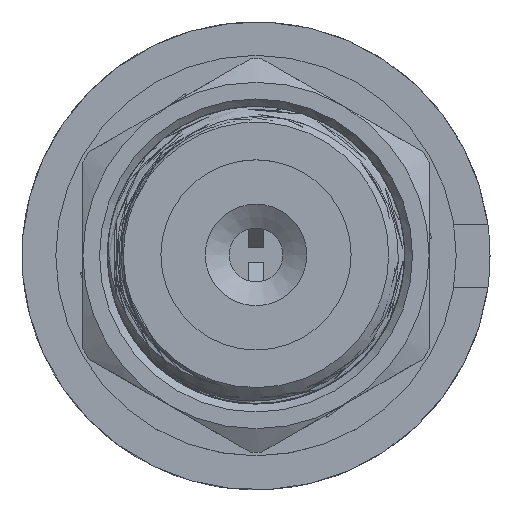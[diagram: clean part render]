
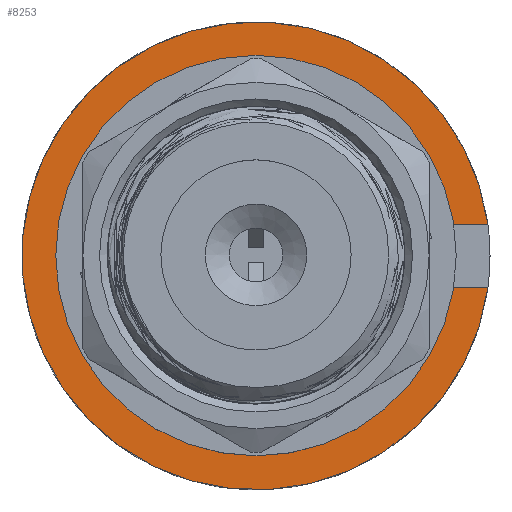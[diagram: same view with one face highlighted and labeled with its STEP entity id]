
A CAD part, top view. The second image highlights one B-rep face of the part: STEP entity #8253.
In plain terms, the highlighted planar face has unit normal (0, 0, 1).
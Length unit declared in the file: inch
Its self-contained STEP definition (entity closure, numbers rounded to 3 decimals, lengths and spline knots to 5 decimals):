
#14 = DIRECTION ( 'NONE',  ( 0., 0., 1. ) ) ;
#582 = CARTESIAN_POINT ( 'NONE',  ( 0.16281, -0.03937, 0. ) ) ;
#1165 = CARTESIAN_POINT ( 'NONE',  ( 0.16281, 0.03937, 0. ) ) ;
#2080 = EDGE_CURVE ( 'NONE', #9737, #13766, #5367, .T. ) ;
#2221 = CARTESIAN_POINT ( 'NONE',  ( 0.29264, -0.03937, 0. ) ) ;
#3232 = CARTESIAN_POINT ( 'NONE',  ( 0., 0., 0. ) ) ;
#3467 = CARTESIAN_POINT ( 'NONE',  ( 0., 0.03937, 0. ) ) ;
#4374 = VERTEX_POINT ( 'NONE', #6180 ) ;
#4551 = DIRECTION ( 'NONE',  ( 1., 0., 0. ) ) ;
#5367 = CIRCLE ( 'NONE', #11866, 0.1675 ) ;
#5641 = VERTEX_POINT ( 'NONE', #2221 ) ;
#5676 = EDGE_CURVE ( 'NONE', #9737, #4374, #14299, .T. ) ;
#6180 = CARTESIAN_POINT ( 'NONE',  ( 0.29264, 0.03937, 0. ) ) ;
#6400 = ORIENTED_EDGE ( 'NONE', *, *, #2080, .F. ) ;
#6654 = DIRECTION ( 'NONE',  ( 1., 0., 0. ) ) ;
#6839 = FACE_OUTER_BOUND ( 'NONE', #13261, .T. ) ;
#6919 = CARTESIAN_POINT ( 'NONE',  ( 0., -0.03937, 0. ) ) ;
#7138 = PLANE ( 'NONE',  #14295 ) ;
#7507 = ORIENTED_EDGE ( 'NONE', *, *, #5676, .T. ) ;
#7589 = CIRCLE ( 'NONE', #12726, 0.29528 ) ;
#8154 = DIRECTION ( 'NONE',  ( -1., 0., 0. ) ) ;
#8253 = ADVANCED_FACE ( 'NONE', ( #6839 ), #7138, .T. ) ;
#8783 = DIRECTION ( 'NONE',  ( 0., 0., 1. ) ) ;
#8983 = VECTOR ( 'NONE', #8154, 39.37008 ) ;
#9178 = CARTESIAN_POINT ( 'NONE',  ( 0., 0., 0. ) ) ;
#9401 = DIRECTION ( 'NONE',  ( 1., 0., 0. ) ) ;
#9737 = VERTEX_POINT ( 'NONE', #1165 ) ;
#10633 = ORIENTED_EDGE ( 'NONE', *, *, #13539, .T. ) ;
#11297 = LINE ( 'NONE', #6919, #8983 ) ;
#11559 = VECTOR ( 'NONE', #6654, 39.37008 ) ;
#11866 = AXIS2_PLACEMENT_3D ( 'NONE', #13156, #8783, #12139 ) ;
#12139 = DIRECTION ( 'NONE',  ( 1., 0., 0. ) ) ;
#12472 = EDGE_CURVE ( 'NONE', #4374, #5641, #7589, .T. ) ;
#12726 = AXIS2_PLACEMENT_3D ( 'NONE', #3232, #14, #4551 ) ;
#13156 = CARTESIAN_POINT ( 'NONE',  ( 0., 0., 0. ) ) ;
#13261 = EDGE_LOOP ( 'NONE', ( #6400, #7507, #13696, #10633 ) ) ;
#13539 = EDGE_CURVE ( 'NONE', #5641, #13766, #11297, .T. ) ;
#13615 = DIRECTION ( 'NONE',  ( 0., 0., 1. ) ) ;
#13696 = ORIENTED_EDGE ( 'NONE', *, *, #12472, .T. ) ;
#13766 = VERTEX_POINT ( 'NONE', #582 ) ;
#14295 = AXIS2_PLACEMENT_3D ( 'NONE', #9178, #13615, #9401 ) ;
#14299 = LINE ( 'NONE', #3467, #11559 ) ;
